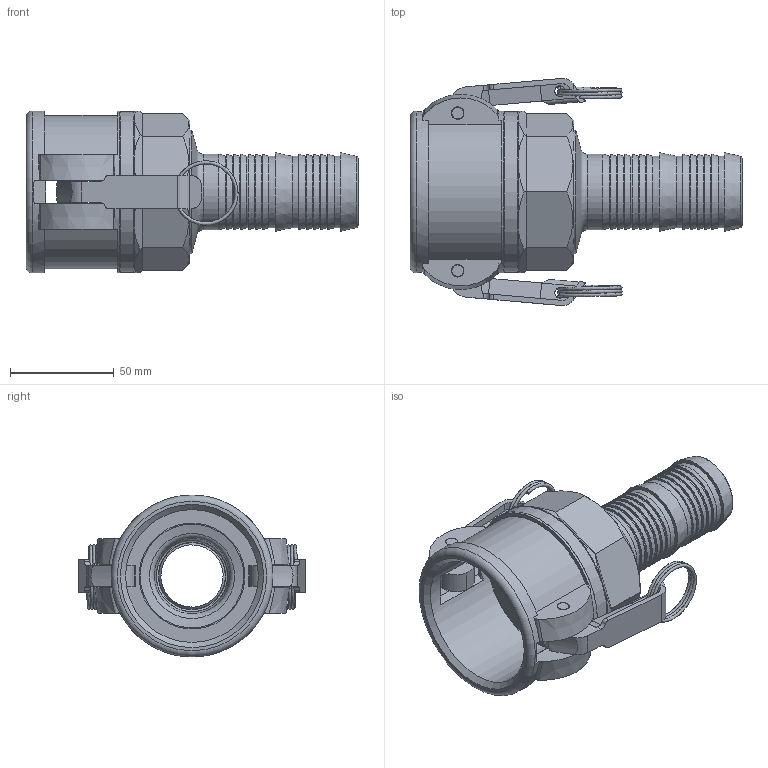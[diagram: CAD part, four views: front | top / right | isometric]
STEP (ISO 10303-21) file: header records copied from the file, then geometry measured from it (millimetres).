
FILE_DESCRIPTION(/* description */ (''),/* implementation_level */ '2;1');
FILE_NAME(/* name */ 'mst_50_35_r_n.stp',/* time_stamp */ '2020-04-28T12:08:50+02:00',/* author */ ('ertl'),/* organization */ (''),/* preprocessor_version */ 'ST-DEVELOPER v17',/* originating_system */ 'Autodesk Inventor 2018',/* authorisation */ '0 mm^3');
FILE_SCHEMA (('AUTOMOTIVE_DESIGN { 1 0 10303 214 3 1 1 }'));
Length unit declared in the file: millimetre
Products named in the file (1): mst_50_35_r_n
Bounding box: 160 x 109.47 x 78 mm (x, y, z)
Volume: 207584.9 mm3; surface area: 70373.7 mm2
Topology: 3 solids, 3 shells, 244 faces, 677 edges, 458 vertices
Faces by surface type: plane 122, cylinder 78, cone 31, bspline 10, torus 3
Full cylindrical faces by diameter (mm): 5 x2, 6 x6, 6.5 x2, 30 x1, 34.5 x13, 36.5 x1, 50 x1, 51 x1, 59.614 x1, 64 x1, 77.5 x1, 78 x2
Entity records: 10123 total; most frequent: CARTESIAN_POINT 3398, DIRECTION 1370, ORIENTED_EDGE 1354, EDGE_CURVE 677, AXIS2_PLACEMENT_3D 536, VERTEX_POINT 458, LINE 298, VECTOR 298
